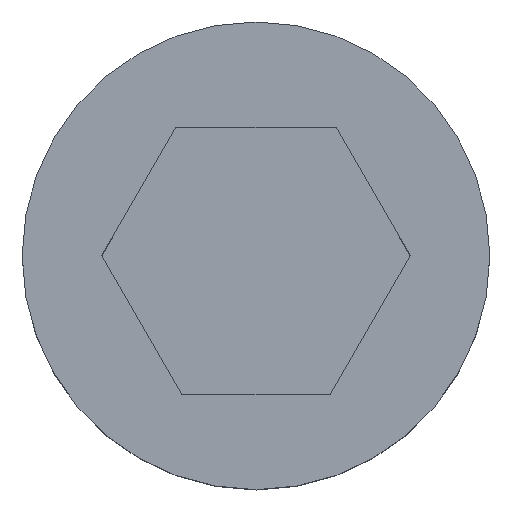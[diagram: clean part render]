
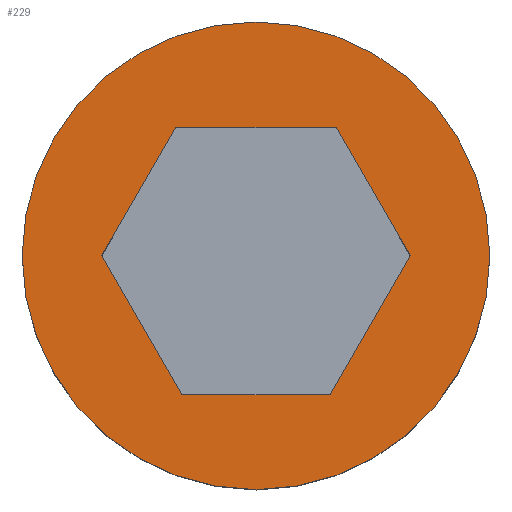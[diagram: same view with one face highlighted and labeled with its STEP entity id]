
A CAD part, top view. The second image highlights one B-rep face of the part: STEP entity #229.
In plain terms, the highlighted planar face has unit normal (0, 0, 1).
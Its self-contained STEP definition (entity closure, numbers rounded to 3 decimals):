
#57=CARTESIAN_POINT('POINT7',(-0.7,0.464,0.569
   ));
#58=VERTEX_POINT('VERTEX7',#57);
#59=CARTESIAN_POINT('POINT8',(-0.55,0.464,0.569
   ));
#60=VERTEX_POINT('VERTEX8',#59);
#61=CARTESIAN_POINT('POS8',(-0.55,0.464,0.569))
   ;
#62=DIRECTION('DIR9',(1.,0.,0.));
#63=VECTOR('VEC7',#62,1.);
#64=LINE('STRAIGHT7',#61,#63);
#65=EDGE_CURVE('EDGE7',#58,#60,#64,.T.);
#88=CARTESIAN_POINT('POINT9',(-0.769,0.344,0.569));
#89=VERTEX_POINT('VERTEX9',#88);
#90=CARTESIAN_POINT('POS12',(-0.7,0.464,0.569)
   );
#91=DIRECTION('DIR14',(0.5,0.866,
   0.));
#92=VECTOR('VEC10',#91,1.);
#93=LINE('STRAIGHT10',#90,#92);
#94=EDGE_CURVE('EDGE10',#89,#58,#93,.T.);
#112=CARTESIAN_POINT('POINT10',(-0.694,0.214,
   0.569));
#113=VERTEX_POINT('VERTEX10',#112);
#114=CARTESIAN_POINT('POS15',(-0.769,0.344,0.569));
#115=DIRECTION('DIR18',(-0.5,0.866,
   0.));
#116=VECTOR('VEC12',#115,1.);
#117=LINE('STRAIGHT12',#114,#116);
#118=EDGE_CURVE('EDGE12',#113,#89,#117,.T.);
#136=CARTESIAN_POINT('POINT11',(-0.556,0.214,
   0.569));
#137=VERTEX_POINT('VERTEX11',#136);
#138=CARTESIAN_POINT('POS18',(-0.694,0.214,0.569
   ));
#139=DIRECTION('DIR22',(-1.,0.,0.));
#140=VECTOR('VEC14',#139,1.);
#141=LINE('STRAIGHT14',#138,#140);
#142=EDGE_CURVE('EDGE14',#137,#113,#141,.T.);
#160=CARTESIAN_POINT('POINT12',(-0.481,0.344,0.569));
#161=VERTEX_POINT('VERTEX12',#160);
#162=CARTESIAN_POINT('POS21',(-0.556,0.214,0.569
   ));
#163=DIRECTION('DIR26',(-0.5,-0.866,
   0.));
#164=VECTOR('VEC16',#163,1.);
#165=LINE('STRAIGHT16',#162,#164);
#166=EDGE_CURVE('EDGE16',#161,#137,#165,.T.);
#184=CARTESIAN_POINT('POS24',(-0.481,0.344,0.569));
#185=DIRECTION('DIR30',(0.5,-0.866,
   0.));
#186=VECTOR('VEC18',#185,1.);
#187=LINE('STRAIGHT18',#184,#186);
#188=EDGE_CURVE('EDGE18',#60,#161,#187,.T.);
#201=CARTESIAN_POINT('POINT13',(-0.407,0.344,0.569));
#202=VERTEX_POINT('VERTEX13',#201);
#203=CARTESIAN_POINT('POINT14',(-0.844,0.344,0.569));
#204=VERTEX_POINT('VERTEX14',#203);
#205=CARTESIAN_POINT('POS26',(-0.625,0.344,0.569));
#206=DIRECTION('DIR33',(0.,0.,1.));
#207=DIRECTION('DIR34',(1.,0.,0.));
#208=AXIS2_PLACEMENT_3D('AXIS8',#205,#206,#207);
#209=CIRCLE('ELLIPSE1',#208,0.219);
#210=EDGE_CURVE('EDGE19',#202,#204,#209,.T.);
#211=ORIENTED_EDGE('COEDGE31',*,*,#210,.T.);
#212=EDGE_CURVE('EDGE20',#204,#202,#209,.T.);
#213=ORIENTED_EDGE('COEDGE32',*,*,#212,.T.);
#214=EDGE_LOOP('NONE',(#211,#213));
#215=FACE_BOUND('LOOP1',#214,.T.);
#216=ORIENTED_EDGE('COEDGE33',*,*,#188,.T.);
#217=ORIENTED_EDGE('COEDGE34',*,*,#166,.T.);
#218=ORIENTED_EDGE('COEDGE35',*,*,#142,.T.);
#219=ORIENTED_EDGE('COEDGE36',*,*,#118,.T.);
#220=ORIENTED_EDGE('COEDGE37',*,*,#94,.T.);
#221=ORIENTED_EDGE('COEDGE38',*,*,#65,.T.);
#222=EDGE_LOOP('NONE',(#216,#217,#218,#219,#220,#221));
#223=FACE_BOUND('LOOP1',#222,.T.);
#224=CARTESIAN_POINT('POS27',(-0.625,0.344,0.569));
#225=DIRECTION('DIR35',(0.,0.,1.));
#226=DIRECTION('DIR36',(1.,0.,0.));
#227=AXIS2_PLACEMENT_3D('AXIS9',#224,#225,#226);
#228=PLANE('PLANE8',#227);
#229=ADVANCED_FACE('FACE8',(#215,#223),#228,.T.);
